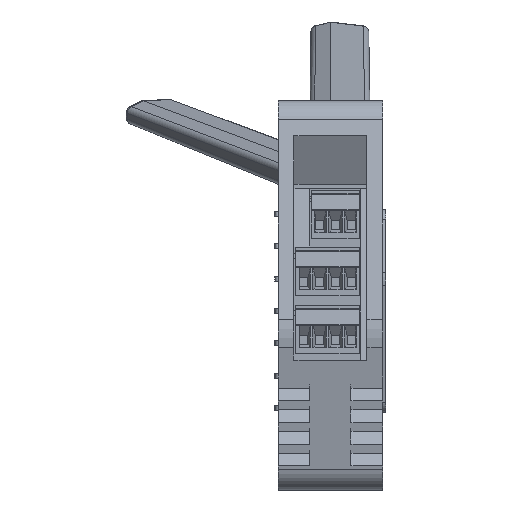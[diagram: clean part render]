
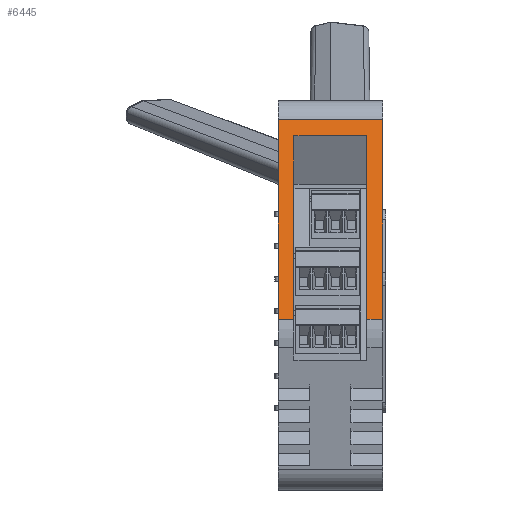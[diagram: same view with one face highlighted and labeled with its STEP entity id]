
A CAD part, front view. The second image highlights one B-rep face of the part: STEP entity #6445.
In plain terms, the highlighted planar face has unit normal (0, -0.97, 0.242).
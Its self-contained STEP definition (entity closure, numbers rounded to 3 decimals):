
#6400=AXIS2_PLACEMENT_3D('Plane Axis2P3D',#6397,#6398,#6399) ;
#1133=CARTESIAN_POINT('Vertex',(47.961,0.592,53.843)) ;
#1136=CARTESIAN_POINT('Line Origine',(47.961,8.456,85.383)) ;
#1140=CARTESIAN_POINT('Vertex',(47.961,16.32,116.924)) ;
#3092=CARTESIAN_POINT('Vertex',(80.961,16.32,116.924)) ;
#3095=CARTESIAN_POINT('Line Origine',(80.961,8.456,85.383)) ;
#3099=CARTESIAN_POINT('Vertex',(80.961,0.592,53.843)) ;
#6384=CARTESIAN_POINT('Line Origine',(75.461,16.32,116.924)) ;
#6397=CARTESIAN_POINT('Axis2P3D Location',(75.461,16.32,116.924)) ;
#6402=CARTESIAN_POINT('Line Origine',(50.461,0.592,53.843)) ;
#6406=CARTESIAN_POINT('Vertex',(52.961,0.592,53.843)) ;
#6409=CARTESIAN_POINT('Line Origine',(52.961,7.812,82.798)) ;
#6413=CARTESIAN_POINT('Vertex',(52.961,15.031,111.754)) ;
#6416=CARTESIAN_POINT('Line Origine',(64.461,15.031,111.754)) ;
#6420=CARTESIAN_POINT('Vertex',(75.961,15.031,111.754)) ;
#6423=CARTESIAN_POINT('Line Origine',(75.961,7.812,82.798)) ;
#6427=CARTESIAN_POINT('Vertex',(75.961,0.592,53.843)) ;
#6430=CARTESIAN_POINT('Line Origine',(78.461,0.592,53.843)) ;
#1137=DIRECTION('Vector Direction',(0.,-0.242,-0.97)) ;
#3096=DIRECTION('Vector Direction',(0.,-0.242,-0.97)) ;
#6385=DIRECTION('Vector Direction',(1.,0.,0.)) ;
#6398=DIRECTION('Axis2P3D Direction',(0.,-0.97,0.242)) ;
#6399=DIRECTION('Axis2P3D XDirection',(0.,-0.242,-0.97)) ;
#6403=DIRECTION('Vector Direction',(1.,0.,0.)) ;
#6410=DIRECTION('Vector Direction',(0.,-0.242,-0.97)) ;
#6417=DIRECTION('Vector Direction',(1.,0.,0.)) ;
#6424=DIRECTION('Vector Direction',(0.,-0.242,-0.97)) ;
#6431=DIRECTION('Vector Direction',(1.,0.,0.)) ;
#1138=VECTOR('Line Direction',#1137,1.) ;
#3097=VECTOR('Line Direction',#3096,1.) ;
#6386=VECTOR('Line Direction',#6385,1.) ;
#6404=VECTOR('Line Direction',#6403,1.) ;
#6411=VECTOR('Line Direction',#6410,1.) ;
#6418=VECTOR('Line Direction',#6417,1.) ;
#6425=VECTOR('Line Direction',#6424,1.) ;
#6432=VECTOR('Line Direction',#6431,1.) ;
#6436=ORIENTED_EDGE('',*,*,#6388,.F.) ;
#6437=ORIENTED_EDGE('',*,*,#1142,.T.) ;
#6438=ORIENTED_EDGE('',*,*,#6408,.T.) ;
#6439=ORIENTED_EDGE('',*,*,#6415,.F.) ;
#6440=ORIENTED_EDGE('',*,*,#6422,.T.) ;
#6441=ORIENTED_EDGE('',*,*,#6429,.T.) ;
#6442=ORIENTED_EDGE('',*,*,#6434,.T.) ;
#6443=ORIENTED_EDGE('',*,*,#3101,.F.) ;
#6445=ADVANCED_FACE('Router',(#6444),#6401,.T.) ;
#1142=EDGE_CURVE('',#1141,#1134,#1139,.T.) ;
#3101=EDGE_CURVE('',#3093,#3100,#3098,.T.) ;
#6388=EDGE_CURVE('',#1141,#3093,#6387,.T.) ;
#6408=EDGE_CURVE('',#1134,#6407,#6405,.T.) ;
#6415=EDGE_CURVE('',#6414,#6407,#6412,.T.) ;
#6422=EDGE_CURVE('',#6414,#6421,#6419,.T.) ;
#6429=EDGE_CURVE('',#6421,#6428,#6426,.T.) ;
#6434=EDGE_CURVE('',#6428,#3100,#6433,.T.) ;
#6435=EDGE_LOOP('',(#6436,#6437,#6438,#6439,#6440,#6441,#6442,#6443)) ;
#6444=FACE_OUTER_BOUND('',#6435,.T.) ;
#1139=LINE('Line',#1136,#1138) ;
#3098=LINE('Line',#3095,#3097) ;
#6387=LINE('Line',#6384,#6386) ;
#6405=LINE('Line',#6402,#6404) ;
#6412=LINE('Line',#6409,#6411) ;
#6419=LINE('Line',#6416,#6418) ;
#6426=LINE('Line',#6423,#6425) ;
#6433=LINE('Line',#6430,#6432) ;
#6401=PLANE('',#6400) ;
#1134=VERTEX_POINT('',#1133) ;
#1141=VERTEX_POINT('',#1140) ;
#3093=VERTEX_POINT('',#3092) ;
#3100=VERTEX_POINT('',#3099) ;
#6407=VERTEX_POINT('',#6406) ;
#6414=VERTEX_POINT('',#6413) ;
#6421=VERTEX_POINT('',#6420) ;
#6428=VERTEX_POINT('',#6427) ;
